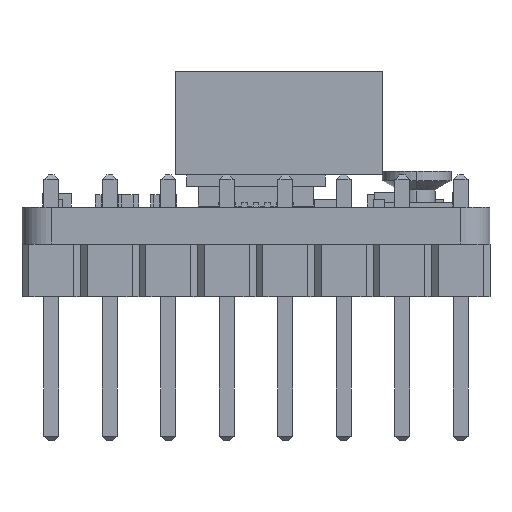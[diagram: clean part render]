
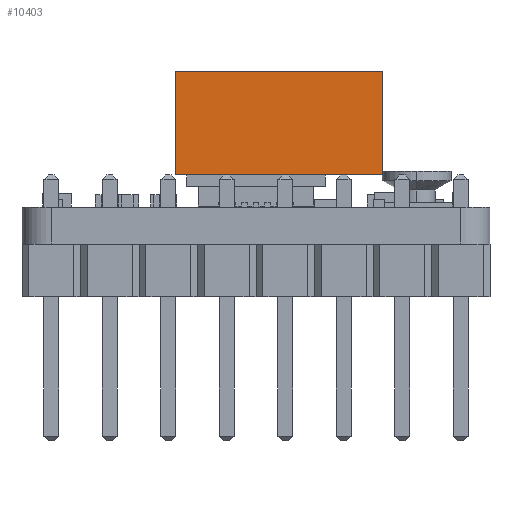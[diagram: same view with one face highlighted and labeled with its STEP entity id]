
A CAD part, front view. The second image highlights one B-rep face of the part: STEP entity #10403.
In plain terms, the highlighted face is planar.
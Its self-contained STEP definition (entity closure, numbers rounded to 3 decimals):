
#610 = VERTEX_POINT ( 'NONE', #10878 ) ;
#1454 = AXIS2_PLACEMENT_3D ( 'NONE', #9028, #25576, #13192 ) ;
#1862 = LINE ( 'NONE', #25335, #12933 ) ;
#2233 = CARTESIAN_POINT ( 'NONE',  ( -4.5, 5., -4.5 ) ) ;
#3957 = DIRECTION ( 'NONE',  ( 0., -1., 0. ) ) ;
#4821 = PLANE ( 'NONE',  #1454 ) ;
#5118 = ORIENTED_EDGE ( 'NONE', *, *, #12127, .F. ) ;
#5898 = CARTESIAN_POINT ( 'NONE',  ( -4.5, 5., -4.5 ) ) ;
#6018 = VERTEX_POINT ( 'NONE', #10374 ) ;
#6411 = FACE_OUTER_BOUND ( 'NONE', #12709, .T. ) ;
#7807 = LINE ( 'NONE', #20554, #23676 ) ;
#9028 = CARTESIAN_POINT ( 'NONE',  ( -4.5, 5., -4.5 ) ) ;
#9405 = VECTOR ( 'NONE', #14650, 1000. ) ;
#9575 = EDGE_CURVE ( 'NONE', #21804, #610, #21064, .T. ) ;
#10374 = CARTESIAN_POINT ( 'NONE',  ( -4.5, 0.5, -4.5 ) ) ;
#10403 = ADVANCED_FACE ( 'NONE', ( #6411 ), #4821, .F. ) ;
#10777 = DIRECTION ( 'NONE',  ( 0., 0., -1. ) ) ;
#10878 = CARTESIAN_POINT ( 'NONE',  ( -4.5, 5., 4.5 ) ) ;
#11335 = CARTESIAN_POINT ( 'NONE',  ( -4.5, 0.5, 4.5 ) ) ;
#12127 = EDGE_CURVE ( 'NONE', #16645, #6018, #1862, .T. ) ;
#12709 = EDGE_LOOP ( 'NONE', ( #21156, #25495, #25039, #5118 ) ) ;
#12933 = VECTOR ( 'NONE', #10777, 1000. ) ;
#12937 = EDGE_CURVE ( 'NONE', #610, #16645, #13495, .T. ) ;
#13192 = DIRECTION ( 'NONE',  ( 0., 0., -1. ) ) ;
#13495 = LINE ( 'NONE', #14471, #18360 ) ;
#14471 = CARTESIAN_POINT ( 'NONE',  ( -4.5, 5., 4.5 ) ) ;
#14650 = DIRECTION ( 'NONE',  ( 0., 0., 1. ) ) ;
#14686 = EDGE_CURVE ( 'NONE', #21804, #6018, #7807, .T. ) ;
#16645 = VERTEX_POINT ( 'NONE', #11335 ) ;
#18360 = VECTOR ( 'NONE', #26879, 1000. ) ;
#20554 = CARTESIAN_POINT ( 'NONE',  ( -4.5, 5., -4.5 ) ) ;
#21064 = LINE ( 'NONE', #2233, #9405 ) ;
#21156 = ORIENTED_EDGE ( 'NONE', *, *, #12937, .F. ) ;
#21804 = VERTEX_POINT ( 'NONE', #5898 ) ;
#23676 = VECTOR ( 'NONE', #3957, 1000. ) ;
#25039 = ORIENTED_EDGE ( 'NONE', *, *, #14686, .T. ) ;
#25335 = CARTESIAN_POINT ( 'NONE',  ( -4.5, 0.5, 0. ) ) ;
#25495 = ORIENTED_EDGE ( 'NONE', *, *, #9575, .F. ) ;
#25576 = DIRECTION ( 'NONE',  ( 1., 0., 0. ) ) ;
#26879 = DIRECTION ( 'NONE',  ( 0., -1., 0. ) ) ;
